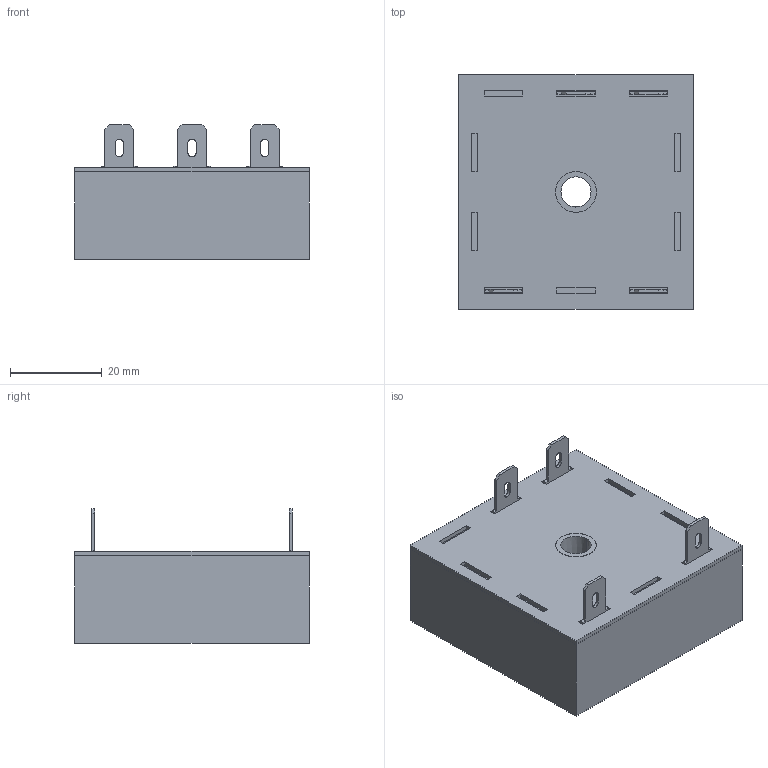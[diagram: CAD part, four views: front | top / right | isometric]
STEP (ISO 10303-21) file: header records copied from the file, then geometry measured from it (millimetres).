
FILE_DESCRIPTION (( 'STEP AP203' ), '1' );
FILE_NAME ('T2L-ND-42-240U.step', '2021-09-09T11:40:22', ( '' ), ( '' ), 'SwSTEP 2.0', 'SolidWorks 2021', '' );
FILE_SCHEMA (( 'CONFIG_CONTROL_DESIGN' ));
Length unit declared in the file: millimetre
Products named in the file (1): T2L-ND-42-240U
Bounding box: 51.31 x 51.31 x 29.46 mm (x, y, z)
Volume: 10498.8 mm3; surface area: 20888.8 mm2
Topology: 6 solids, 6 shells, 160 faces, 438 edges, 292 vertices
Faces by surface type: plane 146, cylinder 12, cone 2
Entity records: 5121 total; most frequent: CARTESIAN_POINT 891, ORIENTED_EDGE 876, DIRECTION 788, EDGE_CURVE 438, LINE 410, VECTOR 410, VERTEX_POINT 292, EDGE_LOOP 194
